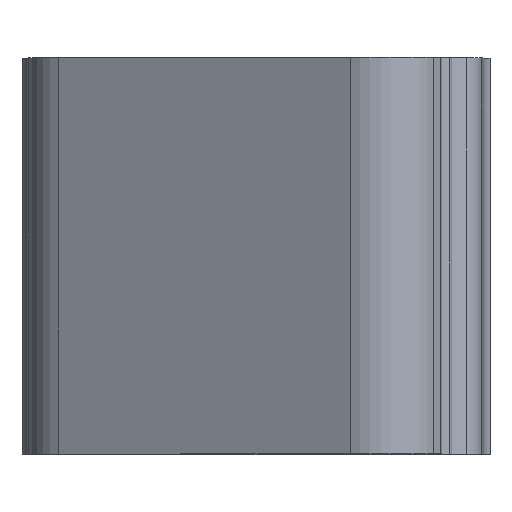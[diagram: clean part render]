
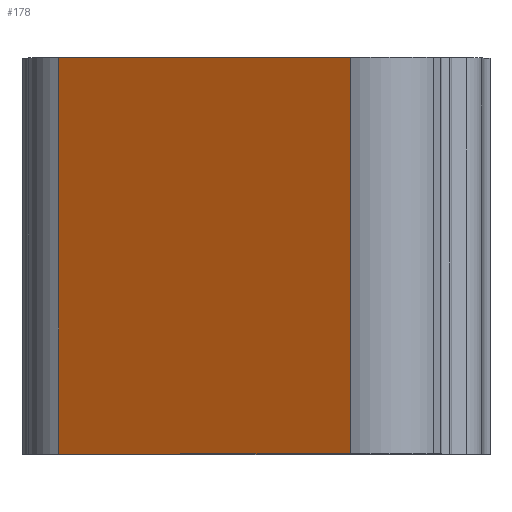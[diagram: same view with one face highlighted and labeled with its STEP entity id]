
A CAD part, top view. The second image highlights one B-rep face of the part: STEP entity #178.
In plain terms, the highlighted planar face has unit normal (-0.5, 0, 0.866).
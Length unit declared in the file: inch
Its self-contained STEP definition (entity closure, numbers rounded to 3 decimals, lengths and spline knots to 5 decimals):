
#178=ADVANCED_FACE('',(#267),#233,.F.);
#233=PLANE('',#1187);
#267=FACE_OUTER_BOUND('',#324,.T.);
#324=EDGE_LOOP('',(#393,#394,#395,#396));
#393=ORIENTED_EDGE('',*,*,#814,.T.);
#394=ORIENTED_EDGE('',*,*,#815,.F.);
#395=ORIENTED_EDGE('',*,*,#816,.F.);
#396=ORIENTED_EDGE('',*,*,#812,.T.);
#703=VERTEX_POINT('',#1634);
#704=VERTEX_POINT('',#1636);
#705=VERTEX_POINT('',#1640);
#706=VERTEX_POINT('',#1642);
#812=EDGE_CURVE('',#704,#703,#968,.T.);
#814=EDGE_CURVE('',#703,#705,#969,.T.);
#815=EDGE_CURVE('',#706,#705,#970,.T.);
#816=EDGE_CURVE('',#704,#706,#971,.T.);
#968=LINE('',#1635,#1077);
#969=LINE('',#1639,#1078);
#970=LINE('',#1641,#1079);
#971=LINE('',#1643,#1080);
#1077=VECTOR('',#1308,1.);
#1078=VECTOR('',#1313,1.);
#1079=VECTOR('',#1314,1.);
#1080=VECTOR('',#1315,1.);
#1187=AXIS2_PLACEMENT_3D('',#1644,#1316,#1317);
#1308=DIRECTION('',(0.,-1.,0.));
#1313=DIRECTION('',(0.866,0.,0.5));
#1314=DIRECTION('',(0.,-1.,0.));
#1315=DIRECTION('',(0.866,0.,0.5));
#1316=DIRECTION('',(0.5,0.,-0.866));
#1317=DIRECTION('',(-0.866,0.,-0.5));
#1634=CARTESIAN_POINT('',(3.55207,-0.5977,-0.22969));
#1635=CARTESIAN_POINT('',(3.55207,0.1523,-0.22969));
#1636=CARTESIAN_POINT('',(3.55207,0.1523,-0.22969));
#1639=CARTESIAN_POINT('',(3.55207,-0.5977,-0.22969));
#1640=CARTESIAN_POINT('',(4.10333,-0.5977,0.08858));
#1641=CARTESIAN_POINT('',(4.10333,0.1523,0.08858));
#1642=CARTESIAN_POINT('',(4.10333,0.1523,0.08858));
#1643=CARTESIAN_POINT('',(3.55207,0.1523,-0.22969));
#1644=CARTESIAN_POINT('',(3.55207,0.1523,-0.22969));
